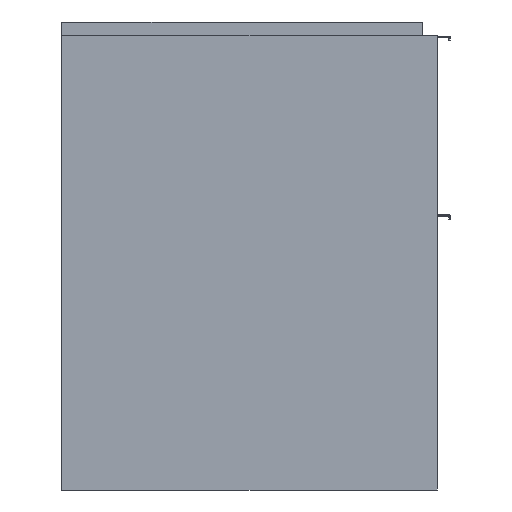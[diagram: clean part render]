
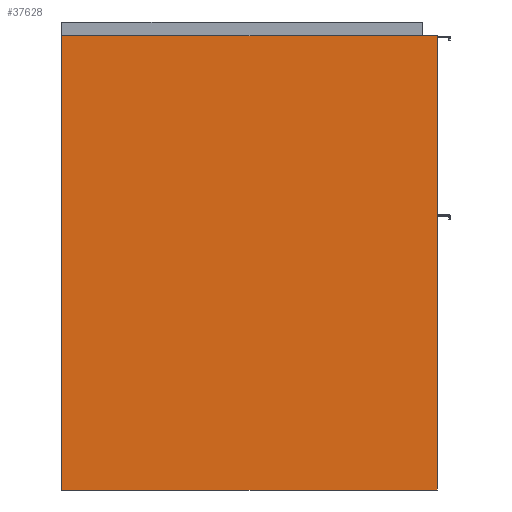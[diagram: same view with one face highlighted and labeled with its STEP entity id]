
A CAD part, left-side view. The second image highlights one B-rep face of the part: STEP entity #37628.
In plain terms, the highlighted planar face has unit normal (-1, 0, 0).
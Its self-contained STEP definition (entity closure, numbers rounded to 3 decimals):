
#3081=FACE_OUTER_BOUND('',#5205,.T.);
#5205=EDGE_LOOP('',(#26992,#26993,#26994,#26995));
#7954=LINE('',#55793,#12196);
#7958=LINE('',#55801,#12200);
#7961=LINE('',#55807,#12203);
#7964=LINE('',#55812,#12206);
#12196=VECTOR('',#44835,462.);
#12200=VECTOR('',#44841,559.);
#12203=VECTOR('',#44846,462.);
#12206=VECTOR('',#44851,559.);
#16244=VERTEX_POINT('',#55791);
#16245=VERTEX_POINT('',#55792);
#16248=VERTEX_POINT('',#55800);
#16250=VERTEX_POINT('',#55806);
#20298=EDGE_CURVE('',#16244,#16245,#7954,.T.);
#20302=EDGE_CURVE('',#16248,#16244,#7958,.T.);
#20305=EDGE_CURVE('',#16250,#16248,#7961,.T.);
#20308=EDGE_CURVE('',#16245,#16250,#7964,.T.);
#26992=ORIENTED_EDGE('',*,*,#20308,.F.);
#26993=ORIENTED_EDGE('',*,*,#20298,.F.);
#26994=ORIENTED_EDGE('',*,*,#20302,.F.);
#26995=ORIENTED_EDGE('',*,*,#20305,.F.);
#36133=PLANE('',#39916);
#37628=ADVANCED_FACE('',(#3081),#36133,.F.);
#39916=AXIS2_PLACEMENT_3D('',#55815,#44855,#44856);
#44835=DIRECTION('',(0.,1.,0.));
#44841=DIRECTION('',(0.,0.,-1.));
#44846=DIRECTION('',(0.,-1.,0.));
#44851=DIRECTION('',(0.,0.,1.));
#44855=DIRECTION('center_axis',(1.,0.,0.));
#44856=DIRECTION('ref_axis',(0.,0.,-1.));
#55791=CARTESIAN_POINT('',(0.,0.,0.));
#55792=CARTESIAN_POINT('',(0.,462.,0.));
#55793=CARTESIAN_POINT('',(0.,0.,0.));
#55800=CARTESIAN_POINT('',(0.,0.,559.));
#55801=CARTESIAN_POINT('',(0.,0.,559.));
#55806=CARTESIAN_POINT('',(0.,462.,559.));
#55807=CARTESIAN_POINT('',(0.,462.,559.));
#55812=CARTESIAN_POINT('',(0.,462.,0.));
#55815=CARTESIAN_POINT('Origin',(0.,231.,279.5));
